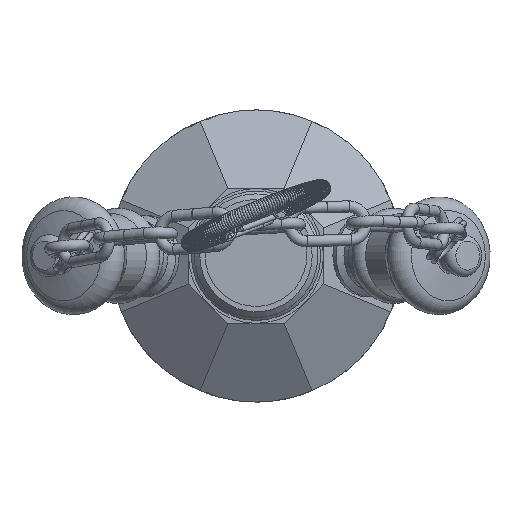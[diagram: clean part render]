
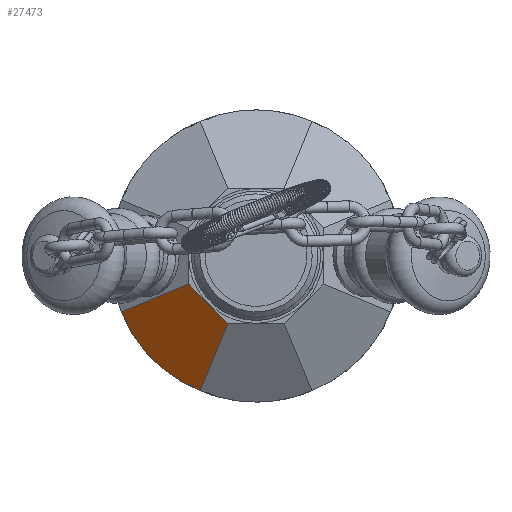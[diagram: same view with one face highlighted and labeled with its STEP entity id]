
A CAD part, top view. The second image highlights one B-rep face of the part: STEP entity #27473.
In plain terms, the highlighted planar face has unit normal (-0.406, -0.406, 0.819).
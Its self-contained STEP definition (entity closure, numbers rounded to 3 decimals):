
#27000=CARTESIAN_POINT('',(-12.052,-4.992,35.0));
#27001=VERTEX_POINT('',#27000);
#27002=CARTESIAN_POINT('',(-4.992,-12.052,35.0));
#27003=VERTEX_POINT('',#27002);
#27004=CARTESIAN_POINT('',(-12.052,-4.992,35.0));
#27005=DIRECTION('',(0.707,-0.707,0.0));
#27006=VECTOR('',#27005,9.985);
#27007=LINE('',#27004,#27006);
#27008=EDGE_CURVE('',#27001,#27003,#27007,.T.);
#27442=CARTESIAN_POINT('',(40.644,-11.358,57.94));
#27443=DIRECTION('',(0.406,0.406,-0.819));
#27444=DIRECTION('',(-0.896,0.0,-0.444));
#27445=AXIS2_PLACEMENT_3D('',#27442,#27443,#27444);
#27446=PLANE('',#27445);
#27447=CARTESIAN_POINT('',(-9.95,-24.021,26.62));
#27448=VERTEX_POINT('',#27447);
#27449=CARTESIAN_POINT('',(-4.992,-12.052,35.0));
#27450=DIRECTION('',(-0.321,-0.776,-0.543));
#27451=VECTOR('',#27450,15.429);
#27452=LINE('',#27449,#27451);
#27453=EDGE_CURVE('',#27003,#27448,#27452,.T.);
#27454=ORIENTED_EDGE('',*,*,#27453,.F.);
#27455=ORIENTED_EDGE('',*,*,#27008,.F.);
#27456=CARTESIAN_POINT('',(-24.021,-9.95,26.62));
#27457=VERTEX_POINT('',#27456);
#27458=CARTESIAN_POINT('',(-24.021,-9.95,26.62));
#27459=DIRECTION('',(0.776,0.321,0.543));
#27460=VECTOR('',#27459,15.429);
#27461=LINE('',#27458,#27460);
#27462=EDGE_CURVE('',#27457,#27001,#27461,.T.);
#27463=ORIENTED_EDGE('',*,*,#27462,.F.);
#27464=CARTESIAN_POINT('',(0.0,0.0,43.439));
#27465=DIRECTION('',(0.406,0.406,-0.819));
#27466=DIRECTION('',(-0.579,-0.579,-0.574));
#27467=AXIS2_PLACEMENT_3D('',#27464,#27465,#27466);
#27468=ELLIPSE('',#27467,31.74,26.);
#27469=EDGE_CURVE('',#27448,#27457,#27468,.T.);
#27470=ORIENTED_EDGE('',*,*,#27469,.F.);
#27471=EDGE_LOOP('',(#27454,#27455,#27463,#27470));
#27472=FACE_OUTER_BOUND('',#27471,.T.);
#27473=ADVANCED_FACE('',(#27472),#27446,.F.);
